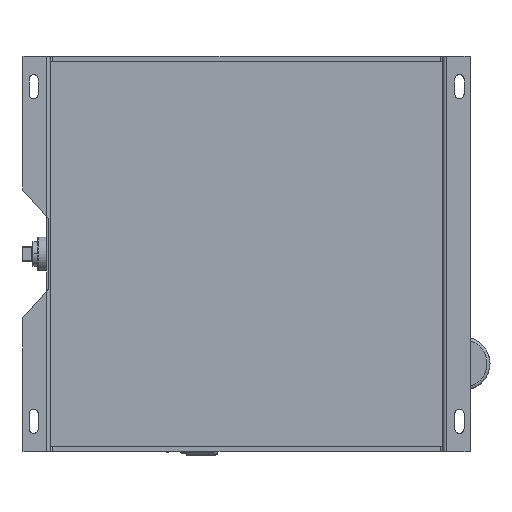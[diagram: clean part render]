
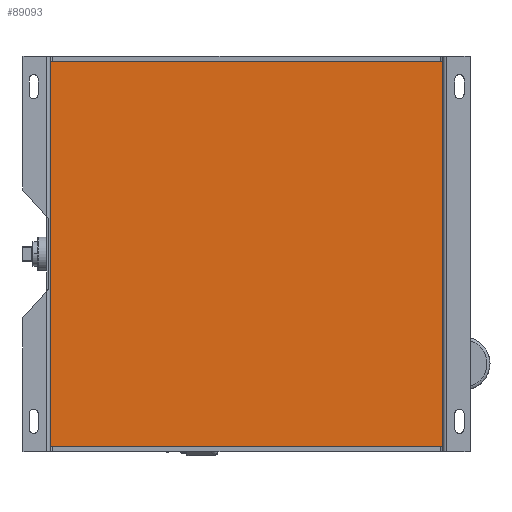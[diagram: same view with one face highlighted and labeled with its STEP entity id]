
A CAD part, front view. The second image highlights one B-rep face of the part: STEP entity #89093.
In plain terms, the highlighted planar face has unit normal (0, -1, 0).
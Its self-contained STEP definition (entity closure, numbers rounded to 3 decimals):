
#3947 = VECTOR ( 'NONE', #70355, 39.37 ) ;
#4525 = CARTESIAN_POINT ( 'NONE',  ( 16.186, 0.366, 0. ) ) ;
#9564 = CARTESIAN_POINT ( 'NONE',  ( 35.026, 0.366, 0. ) ) ;
#12424 = CARTESIAN_POINT ( 'NONE',  ( 35.026, 0.366, 0. ) ) ;
#14478 = DIRECTION ( 'NONE',  ( -1., 0., 0. ) ) ;
#18301 = EDGE_CURVE ( 'NONE', #140551, #136701, #163438, .T. ) ;
#25331 = DIRECTION ( 'NONE',  ( 0., 0., 1. ) ) ;
#29430 = CARTESIAN_POINT ( 'NONE',  ( 16.186, 0.366, -15.85 ) ) ;
#35704 = CARTESIAN_POINT ( 'NONE',  ( 0.066, 0.366, -15.85 ) ) ;
#38061 = VECTOR ( 'NONE', #152165, 39.37 ) ;
#41753 = EDGE_CURVE ( 'NONE', #136701, #74144, #115901, .T. ) ;
#45224 = AXIS2_PLACEMENT_3D ( 'NONE', #12424, #143012, #25331 ) ;
#48832 = VERTEX_POINT ( 'NONE', #75525 ) ;
#51096 = EDGE_CURVE ( 'NONE', #74144, #48832, #124429, .T. ) ;
#51109 = PLANE ( 'NONE',  #45224 ) ;
#57459 = CARTESIAN_POINT ( 'NONE',  ( 0.066, 0.366, 0. ) ) ;
#62150 = EDGE_CURVE ( 'NONE', #48832, #140551, #151336, .T. ) ;
#62998 = ORIENTED_EDGE ( 'NONE', *, *, #62150, .F. ) ;
#70355 = DIRECTION ( 'NONE',  ( 0., 0., 1. ) ) ;
#74144 = VERTEX_POINT ( 'NONE', #35704 ) ;
#75525 = CARTESIAN_POINT ( 'NONE',  ( 0.066, 0.366, 0. ) ) ;
#82002 = VECTOR ( 'NONE', #14478, 39.37 ) ;
#89093 = ADVANCED_FACE ( 'NONE', ( #168789 ), #51109, .F. ) ;
#93318 = VECTOR ( 'NONE', #137653, 39.37 ) ;
#94909 = CARTESIAN_POINT ( 'NONE',  ( 16.186, 0.366, 0. ) ) ;
#107334 = ORIENTED_EDGE ( 'NONE', *, *, #41753, .F. ) ;
#115901 = LINE ( 'NONE', #132201, #82002 ) ;
#124429 = LINE ( 'NONE', #57459, #3947 ) ;
#129091 = ORIENTED_EDGE ( 'NONE', *, *, #51096, .F. ) ;
#132201 = CARTESIAN_POINT ( 'NONE',  ( 35.026, 0.366, -15.85 ) ) ;
#136701 = VERTEX_POINT ( 'NONE', #29430 ) ;
#137653 = DIRECTION ( 'NONE',  ( 0., 0., -1. ) ) ;
#138089 = EDGE_LOOP ( 'NONE', ( #62998, #129091, #107334, #161433 ) ) ;
#140551 = VERTEX_POINT ( 'NONE', #94909 ) ;
#143012 = DIRECTION ( 'NONE',  ( 0., 1., 0. ) ) ;
#151336 = LINE ( 'NONE', #9564, #38061 ) ;
#152165 = DIRECTION ( 'NONE',  ( 1., 0., 0. ) ) ;
#161433 = ORIENTED_EDGE ( 'NONE', *, *, #18301, .F. ) ;
#163438 = LINE ( 'NONE', #4525, #93318 ) ;
#168789 = FACE_OUTER_BOUND ( 'NONE', #138089, .T. ) ;
